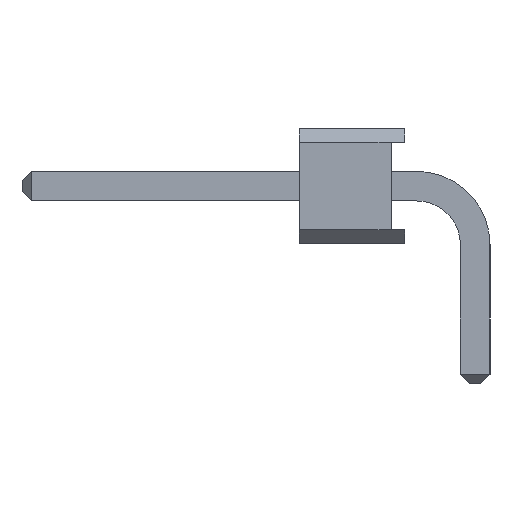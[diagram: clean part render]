
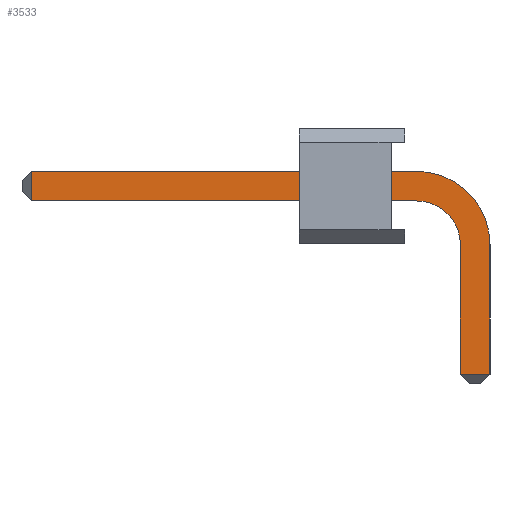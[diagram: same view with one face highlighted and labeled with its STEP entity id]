
A CAD part, left-side view. The second image highlights one B-rep face of the part: STEP entity #3533.
In plain terms, the highlighted planar face has unit normal (-1, 0, 0).
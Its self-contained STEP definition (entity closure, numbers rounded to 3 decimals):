
#59 = LINE ( 'NONE', #11155, #12351 ) ;
#230 = CARTESIAN_POINT ( 'NONE',  ( -0.32, 0.32, 0. ) ) ;
#371 = CARTESIAN_POINT ( 'NONE',  ( -0.32, 1.27, 0.95 ) ) ;
#588 = DIRECTION ( 'NONE',  ( 0., 0., -1. ) ) ;
#629 = ORIENTED_EDGE ( 'NONE', *, *, #971, .T. ) ;
#657 = VECTOR ( 'NONE', #7959, 1000. ) ;
#950 = VERTEX_POINT ( 'NONE', #8822 ) ;
#971 = EDGE_CURVE ( 'NONE', #3867, #8250, #6575, .T. ) ;
#973 = CARTESIAN_POINT ( 'NONE',  ( -0.32, 1.27, 1.59 ) ) ;
#1059 = FACE_OUTER_BOUND ( 'NONE', #8112, .T. ) ;
#1062 = CARTESIAN_POINT ( 'NONE',  ( -0.32, 1.27, 0. ) ) ;
#1209 = AXIS2_PLACEMENT_3D ( 'NONE', #973, #7805, #1938 ) ;
#1344 = EDGE_CURVE ( 'NONE', #950, #3867, #4764, .T. ) ;
#1360 = DIRECTION ( 'NONE',  ( 0., -1., 0. ) ) ;
#1410 = EDGE_CURVE ( 'NONE', #8250, #5508, #59, .T. ) ;
#1551 = VECTOR ( 'NONE', #7436, 1000. ) ;
#1938 = DIRECTION ( 'NONE',  ( 0., 0., -1. ) ) ;
#2034 = DIRECTION ( 'NONE',  ( 0., 0., 1. ) ) ;
#3079 = DIRECTION ( 'NONE',  ( 1., 0., 0. ) ) ;
#3533 = ADVANCED_FACE ( 'NONE', ( #1059 ), #6691, .F. ) ;
#3565 = ORIENTED_EDGE ( 'NONE', *, *, #1410, .T. ) ;
#3867 = VERTEX_POINT ( 'NONE', #11532 ) ;
#4092 = ORIENTED_EDGE ( 'NONE', *, *, #7174, .F. ) ;
#4217 = EDGE_CURVE ( 'NONE', #7123, #12443, #11374, .T. ) ;
#4367 = DIRECTION ( 'NONE',  ( 0., 0., -1. ) ) ;
#4457 = VECTOR ( 'NONE', #1360, 1000. ) ;
#4648 = LINE ( 'NONE', #6427, #6979 ) ;
#4764 = LINE ( 'NONE', #371, #4457 ) ;
#4838 = CARTESIAN_POINT ( 'NONE',  ( -0.32, -0.32, 0. ) ) ;
#5266 = EDGE_CURVE ( 'NONE', #7794, #5508, #5845, .T. ) ;
#5323 = ORIENTED_EDGE ( 'NONE', *, *, #4217, .F. ) ;
#5508 = VERTEX_POINT ( 'NONE', #12230 ) ;
#5845 = LINE ( 'NONE', #8931, #657 ) ;
#5863 = AXIS2_PLACEMENT_3D ( 'NONE', #8926, #3079, #9889 ) ;
#6014 = CARTESIAN_POINT ( 'NONE',  ( -0.32, -0.32, -2.8 ) ) ;
#6237 = ORIENTED_EDGE ( 'NONE', *, *, #1344, .T. ) ;
#6322 = DIRECTION ( 'NONE',  ( 0., -1., 0. ) ) ;
#6427 = CARTESIAN_POINT ( 'NONE',  ( -0.32, -0.32, -3. ) ) ;
#6461 = VERTEX_POINT ( 'NONE', #4838 ) ;
#6559 = ORIENTED_EDGE ( 'NONE', *, *, #8880, .F. ) ;
#6575 = CIRCLE ( 'NONE', #9121, 0.95 ) ;
#6587 = ORIENTED_EDGE ( 'NONE', *, *, #5266, .F. ) ;
#6691 = PLANE ( 'NONE',  #1209 ) ;
#6979 = VECTOR ( 'NONE', #588, 1000. ) ;
#7123 = VERTEX_POINT ( 'NONE', #11180 ) ;
#7174 = EDGE_CURVE ( 'NONE', #6461, #7794, #4648, .T. ) ;
#7436 = DIRECTION ( 'NONE',  ( 0., 0., 1. ) ) ;
#7794 = VERTEX_POINT ( 'NONE', #6014 ) ;
#7805 = DIRECTION ( 'NONE',  ( 1., 0., 0. ) ) ;
#7904 = DIRECTION ( 'NONE',  ( 1., 0., 0. ) ) ;
#7959 = DIRECTION ( 'NONE',  ( 0., 1., 0. ) ) ;
#8093 = EDGE_CURVE ( 'NONE', #12443, #6461, #10166, .T. ) ;
#8112 = EDGE_LOOP ( 'NONE', ( #6237, #629, #3565, #6587, #4092, #8135, #5323, #6559 ) ) ;
#8135 = ORIENTED_EDGE ( 'NONE', *, *, #8093, .F. ) ;
#8250 = VERTEX_POINT ( 'NONE', #230 ) ;
#8330 = CARTESIAN_POINT ( 'NONE',  ( -0.32, 1.27, 1.59 ) ) ;
#8822 = CARTESIAN_POINT ( 'NONE',  ( -0.32, 9.61, 0.95 ) ) ;
#8880 = EDGE_CURVE ( 'NONE', #950, #7123, #9050, .T. ) ;
#8926 = CARTESIAN_POINT ( 'NONE',  ( -0.32, 1.27, 0. ) ) ;
#8931 = CARTESIAN_POINT ( 'NONE',  ( -0.32, -0.32, -2.8 ) ) ;
#9050 = LINE ( 'NONE', #11364, #1551 ) ;
#9121 = AXIS2_PLACEMENT_3D ( 'NONE', #1062, #7904, #2034 ) ;
#9889 = DIRECTION ( 'NONE',  ( 0., 0., 1. ) ) ;
#10166 = CIRCLE ( 'NONE', #5863, 1.59 ) ;
#10611 = VECTOR ( 'NONE', #6322, 1000. ) ;
#11142 = CARTESIAN_POINT ( 'NONE',  ( -0.32, 1.27, 1.59 ) ) ;
#11155 = CARTESIAN_POINT ( 'NONE',  ( -0.32, 0.32, -3. ) ) ;
#11180 = CARTESIAN_POINT ( 'NONE',  ( -0.32, 9.61, 1.59 ) ) ;
#11364 = CARTESIAN_POINT ( 'NONE',  ( -0.32, 9.61, 1.59 ) ) ;
#11374 = LINE ( 'NONE', #11142, #10611 ) ;
#11532 = CARTESIAN_POINT ( 'NONE',  ( -0.32, 1.27, 0.95 ) ) ;
#12230 = CARTESIAN_POINT ( 'NONE',  ( -0.32, 0.32, -2.8 ) ) ;
#12351 = VECTOR ( 'NONE', #4367, 1000. ) ;
#12443 = VERTEX_POINT ( 'NONE', #8330 ) ;
